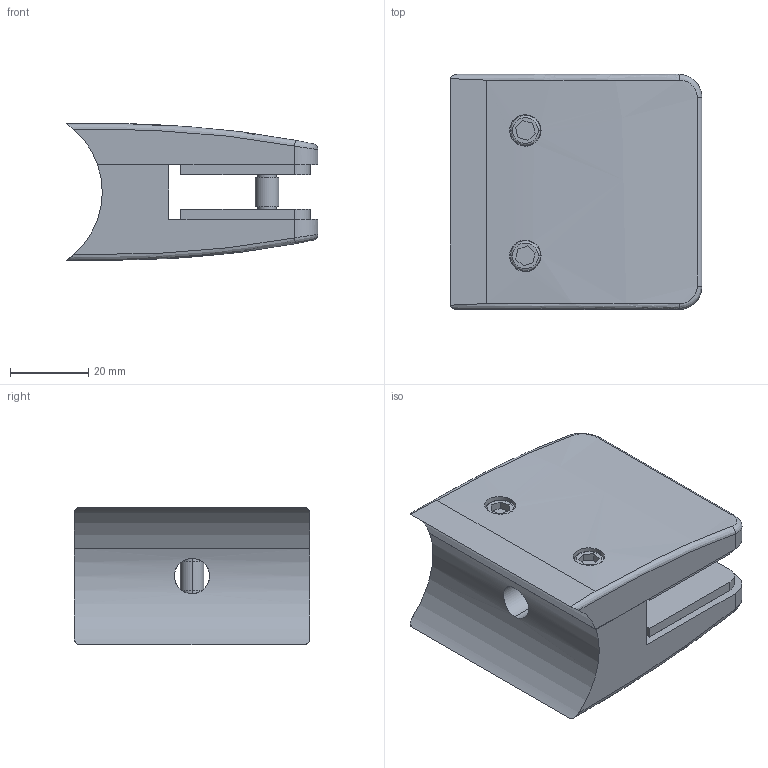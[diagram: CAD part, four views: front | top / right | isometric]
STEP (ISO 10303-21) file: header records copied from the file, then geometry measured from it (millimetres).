
FILE_DESCRIPTION (( 'STEP AP203' ), '1' );
FILE_NAME ('3D_GG4036_42.4x8.76_188757010.STEP', '2024-11-05T08:31:37', ( '' ), ( '' ), 'SwSTEP 2.0', 'SolidWorks 2023', '' );
FILE_SCHEMA (( 'CONFIG_CONTROL_DESIGN' ));
Length unit declared in the file: millimetre
Products named in the file (1): 3D_GG4036_42.4x8.76_188757010
Bounding box: 64.23 x 60 x 35 mm (x, y, z)
Volume: 78152.1 mm3; surface area: 32831 mm2
Topology: 7 solids, 7 shells, 133 faces, 300 edges, 196 vertices
Faces by surface type: plane 65, cylinder 54, bspline 10, torus 4
Entity records: 4819 total; most frequent: CARTESIAN_POINT 1734, DIRECTION 628, ORIENTED_EDGE 600, EDGE_CURVE 300, AXIS2_PLACEMENT_3D 234, VERTEX_POINT 196, VECTOR 160, LINE 160
